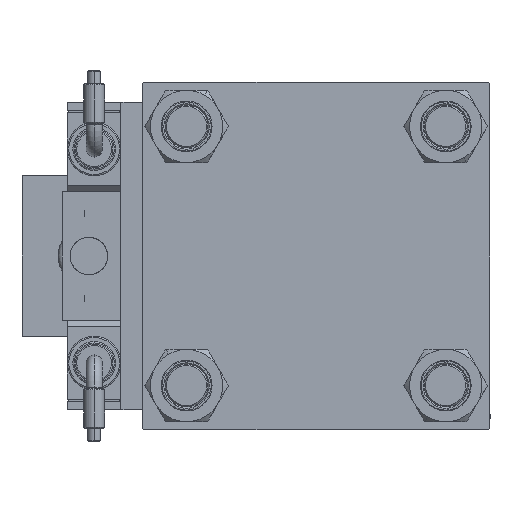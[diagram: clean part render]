
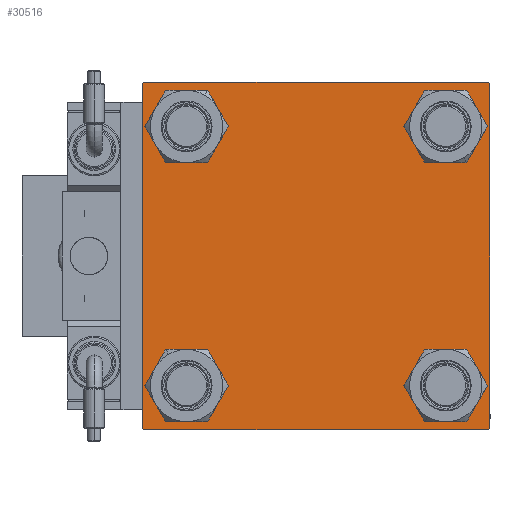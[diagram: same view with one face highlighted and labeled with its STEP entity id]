
A CAD part, left-side view. The second image highlights one B-rep face of the part: STEP entity #30516.
In plain terms, the highlighted planar face has unit normal (-1, 0, 0).
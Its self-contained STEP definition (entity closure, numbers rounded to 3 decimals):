
#571 = CARTESIAN_POINT ( 'NONE',  ( 0., -48.45, -48.45 ) ) ;
#604 = CIRCLE ( 'NONE', #3400, 8.5 ) ;
#692 = EDGE_LOOP ( 'NONE', ( #54937, #47463 ) ) ;
#699 = LINE ( 'NONE', #18634, #26745 ) ;
#825 = CARTESIAN_POINT ( 'NONE',  ( 0., 64.5, 65. ) ) ;
#985 = VERTEX_POINT ( 'NONE', #26183 ) ;
#1625 = CARTESIAN_POINT ( 'NONE',  ( 0., -48.45, 48.45 ) ) ;
#2151 = CARTESIAN_POINT ( 'NONE',  ( 0., -48.45, -48.45 ) ) ;
#2556 = ORIENTED_EDGE ( 'NONE', *, *, #41555, .T. ) ;
#2565 = VERTEX_POINT ( 'NONE', #21075 ) ;
#2606 = ORIENTED_EDGE ( 'NONE', *, *, #18059, .T. ) ;
#3400 = AXIS2_PLACEMENT_3D ( 'NONE', #10778, #19918, #46942 ) ;
#4396 = DIRECTION ( 'NONE',  ( 0., 0., 1. ) ) ;
#4613 = CARTESIAN_POINT ( 'NONE',  ( 0., -64.75, 64.75 ) ) ;
#5145 = EDGE_CURVE ( 'NONE', #44414, #17089, #8110, .T. ) ;
#5561 = ORIENTED_EDGE ( 'NONE', *, *, #45122, .F. ) ;
#5846 = VERTEX_POINT ( 'NONE', #36225 ) ;
#5921 = CIRCLE ( 'NONE', #38798, 8.5 ) ;
#6227 = DIRECTION ( 'NONE',  ( -1., 0., 0. ) ) ;
#6613 = EDGE_CURVE ( 'NONE', #2565, #22637, #21860, .T. ) ;
#7211 = AXIS2_PLACEMENT_3D ( 'NONE', #2151, #37726, #25360 ) ;
#7401 = EDGE_LOOP ( 'NONE', ( #20190, #8389, #2606, #8967, #15689, #44688, #5561, #35792 ) ) ;
#8110 = CIRCLE ( 'NONE', #48609, 8.5 ) ;
#8389 = ORIENTED_EDGE ( 'NONE', *, *, #34561, .T. ) ;
#8478 = AXIS2_PLACEMENT_3D ( 'NONE', #1625, #19855, #24256 ) ;
#8967 = ORIENTED_EDGE ( 'NONE', *, *, #6613, .T. ) ;
#9293 = CARTESIAN_POINT ( 'NONE',  ( 0., -48.45, 48.45 ) ) ;
#9367 = CIRCLE ( 'NONE', #39443, 8.5 ) ;
#10526 = EDGE_CURVE ( 'NONE', #5846, #23987, #40622, .T. ) ;
#10650 = FACE_BOUND ( 'NONE', #16134, .T. ) ;
#10778 = CARTESIAN_POINT ( 'NONE',  ( 0., 48.45, 48.45 ) ) ;
#11121 = CARTESIAN_POINT ( 'NONE',  ( 0., 48.45, -48.45 ) ) ;
#11230 = CARTESIAN_POINT ( 'NONE',  ( 0., 65., 64.5 ) ) ;
#12484 = ORIENTED_EDGE ( 'NONE', *, *, #10526, .T. ) ;
#12916 = CARTESIAN_POINT ( 'NONE',  ( 0., -48.45, 56.95 ) ) ;
#13957 = VERTEX_POINT ( 'NONE', #18284 ) ;
#14684 = CARTESIAN_POINT ( 'NONE',  ( 0., -48.45, -56.95 ) ) ;
#15083 = EDGE_LOOP ( 'NONE', ( #2556, #35105 ) ) ;
#15336 = VERTEX_POINT ( 'NONE', #54266 ) ;
#15689 = ORIENTED_EDGE ( 'NONE', *, *, #42665, .F. ) ;
#16134 = EDGE_LOOP ( 'NONE', ( #29429, #12484 ) ) ;
#17046 = EDGE_CURVE ( 'NONE', #985, #54436, #9367, .T. ) ;
#17089 = VERTEX_POINT ( 'NONE', #14684 ) ;
#18059 = EDGE_CURVE ( 'NONE', #41745, #2565, #43103, .T. ) ;
#18143 = CARTESIAN_POINT ( 'NONE',  ( 0., 64.5, -65. ) ) ;
#18246 = DIRECTION ( 'NONE',  ( 0., 0.707, -0.707 ) ) ;
#18284 = CARTESIAN_POINT ( 'NONE',  ( 0., -65., 64.5 ) ) ;
#18634 = CARTESIAN_POINT ( 'NONE',  ( 0., 65., 65. ) ) ;
#18899 = VERTEX_POINT ( 'NONE', #825 ) ;
#19044 = VECTOR ( 'NONE', #26970, 1000. ) ;
#19459 = CIRCLE ( 'NONE', #7211, 8.5 ) ;
#19568 = ORIENTED_EDGE ( 'NONE', *, *, #17046, .T. ) ;
#19855 = DIRECTION ( 'NONE',  ( 1., 0., 0. ) ) ;
#19907 = CARTESIAN_POINT ( 'NONE',  ( 0., -65., 65. ) ) ;
#19915 = CARTESIAN_POINT ( 'NONE',  ( 0., 65., -65. ) ) ;
#19918 = DIRECTION ( 'NONE',  ( 1., 0., 0. ) ) ;
#20190 = ORIENTED_EDGE ( 'NONE', *, *, #29000, .T. ) ;
#21075 = CARTESIAN_POINT ( 'NONE',  ( 0., -64.5, -65. ) ) ;
#21569 = DIRECTION ( 'NONE',  ( 0., -0.707, 0.707 ) ) ;
#21860 = LINE ( 'NONE', #52122, #31622 ) ;
#22007 = VECTOR ( 'NONE', #49336, 1000. ) ;
#22130 = CIRCLE ( 'NONE', #45622, 8.5 ) ;
#22637 = VERTEX_POINT ( 'NONE', #39389 ) ;
#23191 = DIRECTION ( 'NONE',  ( 0., 0., 1. ) ) ;
#23957 = VERTEX_POINT ( 'NONE', #30549 ) ;
#23987 = VERTEX_POINT ( 'NONE', #12916 ) ;
#24182 = PLANE ( 'NONE',  #49258 ) ;
#24256 = DIRECTION ( 'NONE',  ( 0., 0., 1. ) ) ;
#25172 = DIRECTION ( 'NONE',  ( 0., -1., 0. ) ) ;
#25360 = DIRECTION ( 'NONE',  ( 0., 0., 1. ) ) ;
#26183 = CARTESIAN_POINT ( 'NONE',  ( 0., 48.45, 39.95 ) ) ;
#26745 = VECTOR ( 'NONE', #32151, 1000. ) ;
#26970 = DIRECTION ( 'NONE',  ( 0., 0.707, 0.707 ) ) ;
#27026 = LINE ( 'NONE', #44947, #22007 ) ;
#27407 = ORIENTED_EDGE ( 'NONE', *, *, #32815, .T. ) ;
#27421 = EDGE_CURVE ( 'NONE', #18899, #48653, #54089, .T. ) ;
#27720 = CARTESIAN_POINT ( 'NONE',  ( 0., 0., 0. ) ) ;
#27909 = DIRECTION ( 'NONE',  ( 0., 0., 1. ) ) ;
#28600 = CIRCLE ( 'NONE', #35169, 8.5 ) ;
#29000 = EDGE_CURVE ( 'NONE', #48653, #33796, #27026, .T. ) ;
#29343 = DIRECTION ( 'NONE',  ( 1., 0., 0. ) ) ;
#29429 = ORIENTED_EDGE ( 'NONE', *, *, #32477, .T. ) ;
#29661 = EDGE_CURVE ( 'NONE', #23957, #15336, #28600, .T. ) ;
#29871 = LINE ( 'NONE', #19907, #42573 ) ;
#30347 = VECTOR ( 'NONE', #18246, 1000. ) ;
#30516 = ADVANCED_FACE ( 'NONE', ( #10650, #33009, #41826, #32722, #46522 ), #24182, .T. ) ;
#30549 = CARTESIAN_POINT ( 'NONE',  ( 0., 48.45, -56.95 ) ) ;
#31622 = VECTOR ( 'NONE', #21569, 1000. ) ;
#31740 = DIRECTION ( 'NONE',  ( 1., 0., 0. ) ) ;
#32151 = DIRECTION ( 'NONE',  ( 0., -1., 0. ) ) ;
#32357 = LINE ( 'NONE', #50273, #32547 ) ;
#32477 = EDGE_CURVE ( 'NONE', #23987, #5846, #22130, .T. ) ;
#32547 = VECTOR ( 'NONE', #55555, 1000. ) ;
#32584 = CARTESIAN_POINT ( 'NONE',  ( 0., -48.45, -39.95 ) ) ;
#32722 = FACE_BOUND ( 'NONE', #37935, .T. ) ;
#32815 = EDGE_CURVE ( 'NONE', #54436, #985, #604, .T. ) ;
#33009 = FACE_BOUND ( 'NONE', #692, .T. ) ;
#33510 = CARTESIAN_POINT ( 'NONE',  ( 0., 48.45, 56.95 ) ) ;
#33796 = VERTEX_POINT ( 'NONE', #35741 ) ;
#34561 = EDGE_CURVE ( 'NONE', #33796, #41745, #32357, .T. ) ;
#35105 = ORIENTED_EDGE ( 'NONE', *, *, #29661, .T. ) ;
#35169 = AXIS2_PLACEMENT_3D ( 'NONE', #53755, #49927, #23191 ) ;
#35737 = VECTOR ( 'NONE', #25172, 1000. ) ;
#35741 = CARTESIAN_POINT ( 'NONE',  ( 0., 65., -64.5 ) ) ;
#35763 = DIRECTION ( 'NONE',  ( 0., 0., 1. ) ) ;
#35792 = ORIENTED_EDGE ( 'NONE', *, *, #27421, .T. ) ;
#36225 = CARTESIAN_POINT ( 'NONE',  ( 0., -48.45, 39.95 ) ) ;
#37726 = DIRECTION ( 'NONE',  ( 1., 0., 0. ) ) ;
#37935 = EDGE_LOOP ( 'NONE', ( #27407, #19568 ) ) ;
#38798 = AXIS2_PLACEMENT_3D ( 'NONE', #11121, #29343, #43442 ) ;
#39389 = CARTESIAN_POINT ( 'NONE',  ( 0., -65., -64.5 ) ) ;
#39443 = AXIS2_PLACEMENT_3D ( 'NONE', #44680, #44100, #4396 ) ;
#40113 = EDGE_CURVE ( 'NONE', #13957, #45838, #44028, .T. ) ;
#40306 = CARTESIAN_POINT ( 'NONE',  ( 0., 64.75, 64.75 ) ) ;
#40622 = CIRCLE ( 'NONE', #8478, 8.5 ) ;
#41555 = EDGE_CURVE ( 'NONE', #15336, #23957, #5921, .T. ) ;
#41745 = VERTEX_POINT ( 'NONE', #18143 ) ;
#41826 = FACE_BOUND ( 'NONE', #15083, .T. ) ;
#42573 = VECTOR ( 'NONE', #47497, 1000. ) ;
#42665 = EDGE_CURVE ( 'NONE', #13957, #22637, #29871, .T. ) ;
#43103 = LINE ( 'NONE', #19915, #35737 ) ;
#43442 = DIRECTION ( 'NONE',  ( 0., 0., 1. ) ) ;
#44028 = LINE ( 'NONE', #4613, #19044 ) ;
#44100 = DIRECTION ( 'NONE',  ( 1., 0., 0. ) ) ;
#44414 = VERTEX_POINT ( 'NONE', #32584 ) ;
#44680 = CARTESIAN_POINT ( 'NONE',  ( 0., 48.45, 48.45 ) ) ;
#44688 = ORIENTED_EDGE ( 'NONE', *, *, #40113, .T. ) ;
#44947 = CARTESIAN_POINT ( 'NONE',  ( 0., 65., 65. ) ) ;
#45122 = EDGE_CURVE ( 'NONE', #18899, #45838, #699, .T. ) ;
#45622 = AXIS2_PLACEMENT_3D ( 'NONE', #9293, #58087, #35763 ) ;
#45838 = VERTEX_POINT ( 'NONE', #57725 ) ;
#46522 = FACE_OUTER_BOUND ( 'NONE', #7401, .T. ) ;
#46942 = DIRECTION ( 'NONE',  ( 0., 0., 1. ) ) ;
#47463 = ORIENTED_EDGE ( 'NONE', *, *, #50572, .T. ) ;
#47497 = DIRECTION ( 'NONE',  ( 0., 0., -1. ) ) ;
#48609 = AXIS2_PLACEMENT_3D ( 'NONE', #571, #31740, #27909 ) ;
#48653 = VERTEX_POINT ( 'NONE', #11230 ) ;
#49258 = AXIS2_PLACEMENT_3D ( 'NONE', #27720, #6227, #50052 ) ;
#49336 = DIRECTION ( 'NONE',  ( 0., 0., -1. ) ) ;
#49927 = DIRECTION ( 'NONE',  ( 1., 0., 0. ) ) ;
#50052 = DIRECTION ( 'NONE',  ( 0., 0., 1. ) ) ;
#50273 = CARTESIAN_POINT ( 'NONE',  ( 0., 64.75, -64.75 ) ) ;
#50572 = EDGE_CURVE ( 'NONE', #17089, #44414, #19459, .T. ) ;
#52122 = CARTESIAN_POINT ( 'NONE',  ( 0., -64.75, -64.75 ) ) ;
#53755 = CARTESIAN_POINT ( 'NONE',  ( 0., 48.45, -48.45 ) ) ;
#54089 = LINE ( 'NONE', #40306, #30347 ) ;
#54266 = CARTESIAN_POINT ( 'NONE',  ( 0., 48.45, -39.95 ) ) ;
#54436 = VERTEX_POINT ( 'NONE', #33510 ) ;
#54937 = ORIENTED_EDGE ( 'NONE', *, *, #5145, .T. ) ;
#55555 = DIRECTION ( 'NONE',  ( 0., -0.707, -0.707 ) ) ;
#57725 = CARTESIAN_POINT ( 'NONE',  ( 0., -64.5, 65. ) ) ;
#58087 = DIRECTION ( 'NONE',  ( 1., 0., 0. ) ) ;
